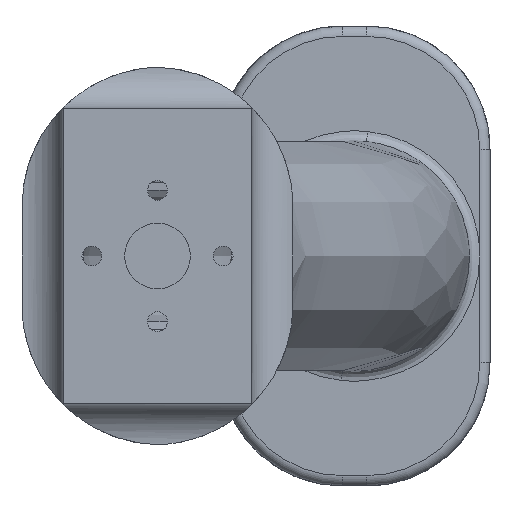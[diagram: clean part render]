
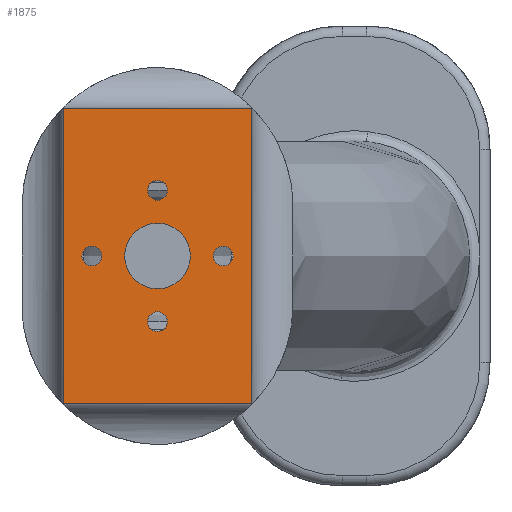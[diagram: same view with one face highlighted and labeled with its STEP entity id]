
A CAD part, front view. The second image highlights one B-rep face of the part: STEP entity #1875.
In plain terms, the highlighted planar face has unit normal (0, -1, 0).
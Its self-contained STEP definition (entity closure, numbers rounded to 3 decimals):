
#12 = DIRECTION ( 'NONE',  ( 0., 0., -1. ) ) ;
#15 = CIRCLE ( 'NONE', #4872, 1.2 ) ;
#274 = EDGE_LOOP ( 'NONE', ( #4085, #8182 ) ) ;
#300 = CARTESIAN_POINT ( 'NONE',  ( -8., 0., 1.2 ) ) ;
#316 = DIRECTION ( 'NONE',  ( 0., 0., -1. ) ) ;
#434 = VERTEX_POINT ( 'NONE', #3226 ) ;
#488 = ORIENTED_EDGE ( 'NONE', *, *, #3264, .F. ) ;
#536 = CARTESIAN_POINT ( 'NONE',  ( 11.5, 0., 18. ) ) ;
#549 = DIRECTION ( 'NONE',  ( 0., 1., 0. ) ) ;
#569 = VECTOR ( 'NONE', #316, 1000. ) ;
#697 = CARTESIAN_POINT ( 'NONE',  ( -11.5, 0., -18. ) ) ;
#769 = DIRECTION ( 'NONE',  ( 0., -1., 0. ) ) ;
#789 = EDGE_LOOP ( 'NONE', ( #1778, #488 ) ) ;
#821 = VERTEX_POINT ( 'NONE', #2163 ) ;
#825 = CARTESIAN_POINT ( 'NONE',  ( 0., 0., 8. ) ) ;
#873 = CARTESIAN_POINT ( 'NONE',  ( 0., 0., 6.8 ) ) ;
#889 = VERTEX_POINT ( 'NONE', #4166 ) ;
#950 = VERTEX_POINT ( 'NONE', #1776 ) ;
#1002 = LINE ( 'NONE', #2354, #569 ) ;
#1070 = FACE_BOUND ( 'NONE', #6256, .T. ) ;
#1095 = CARTESIAN_POINT ( 'NONE',  ( 8., 0., 0. ) ) ;
#1109 = AXIS2_PLACEMENT_3D ( 'NONE', #6981, #1794, #5673 ) ;
#1241 = DIRECTION ( 'NONE',  ( 0., 0., 1. ) ) ;
#1262 = ORIENTED_EDGE ( 'NONE', *, *, #4476, .F. ) ;
#1268 = CIRCLE ( 'NONE', #5025, 1.2 ) ;
#1295 = VERTEX_POINT ( 'NONE', #4682 ) ;
#1400 = AXIS2_PLACEMENT_3D ( 'NONE', #1095, #8292, #4274 ) ;
#1406 = AXIS2_PLACEMENT_3D ( 'NONE', #4324, #6849, #5502 ) ;
#1518 = EDGE_LOOP ( 'NONE', ( #7630, #7806, #8582, #4755 ) ) ;
#1562 = CARTESIAN_POINT ( 'NONE',  ( 8., 0., 1.2 ) ) ;
#1610 = EDGE_CURVE ( 'NONE', #4884, #950, #3045, .T. ) ;
#1694 = VERTEX_POINT ( 'NONE', #873 ) ;
#1769 = CARTESIAN_POINT ( 'NONE',  ( 0., 0., 4. ) ) ;
#1776 = CARTESIAN_POINT ( 'NONE',  ( -8., 0., -1.2 ) ) ;
#1778 = ORIENTED_EDGE ( 'NONE', *, *, #8491, .F. ) ;
#1794 = DIRECTION ( 'NONE',  ( 0., -1., 0. ) ) ;
#1875 = ADVANCED_FACE ( 'NONE', ( #4424, #7829, #4552, #1070, #7083, #3247 ), #6513, .F. ) ;
#2163 = CARTESIAN_POINT ( 'NONE',  ( 0., 0., -6.8 ) ) ;
#2354 = CARTESIAN_POINT ( 'NONE',  ( 11.5, 0., -18. ) ) ;
#2441 = VERTEX_POINT ( 'NONE', #536 ) ;
#2515 = CIRCLE ( 'NONE', #1400, 1.2 ) ;
#2529 = CARTESIAN_POINT ( 'NONE',  ( 0., 0., 0. ) ) ;
#2700 = DIRECTION ( 'NONE',  ( 0., -1., 0. ) ) ;
#2703 = CARTESIAN_POINT ( 'NONE',  ( -8., 0., 0. ) ) ;
#2707 = ORIENTED_EDGE ( 'NONE', *, *, #6759, .F. ) ;
#2771 = ORIENTED_EDGE ( 'NONE', *, *, #7689, .F. ) ;
#2863 = EDGE_LOOP ( 'NONE', ( #4138, #2707 ) ) ;
#3045 = CIRCLE ( 'NONE', #8062, 1.2 ) ;
#3158 = CARTESIAN_POINT ( 'NONE',  ( -11.5, 0., -18. ) ) ;
#3213 = EDGE_CURVE ( 'NONE', #821, #889, #7508, .T. ) ;
#3226 = CARTESIAN_POINT ( 'NONE',  ( -11.5, 0., -18. ) ) ;
#3247 = FACE_OUTER_BOUND ( 'NONE', #1518, .T. ) ;
#3264 = EDGE_CURVE ( 'NONE', #4137, #1295, #7792, .T. ) ;
#3304 = VERTEX_POINT ( 'NONE', #7683 ) ;
#3343 = VECTOR ( 'NONE', #6432, 1000. ) ;
#3401 = VERTEX_POINT ( 'NONE', #6003 ) ;
#3550 = CARTESIAN_POINT ( 'NONE',  ( -8., 0., 0. ) ) ;
#3892 = CARTESIAN_POINT ( 'NONE',  ( 11.5, 0., -18. ) ) ;
#3954 = VERTEX_POINT ( 'NONE', #1562 ) ;
#4022 = AXIS2_PLACEMENT_3D ( 'NONE', #4275, #7765, #7113 ) ;
#4043 = EDGE_CURVE ( 'NONE', #434, #6940, #6512, .T. ) ;
#4085 = ORIENTED_EDGE ( 'NONE', *, *, #4896, .F. ) ;
#4137 = VERTEX_POINT ( 'NONE', #1769 ) ;
#4138 = ORIENTED_EDGE ( 'NONE', *, *, #4907, .F. ) ;
#4166 = CARTESIAN_POINT ( 'NONE',  ( 0., 0., -9.2 ) ) ;
#4171 = VERTEX_POINT ( 'NONE', #3892 ) ;
#4176 = DIRECTION ( 'NONE',  ( 0., 0., -1. ) ) ;
#4181 = CIRCLE ( 'NONE', #1406, 1.2 ) ;
#4204 = CARTESIAN_POINT ( 'NONE',  ( -11.5, 0., 18. ) ) ;
#4274 = DIRECTION ( 'NONE',  ( 0., 0., -1. ) ) ;
#4275 = CARTESIAN_POINT ( 'NONE',  ( 0., 0., 0. ) ) ;
#4299 = AXIS2_PLACEMENT_3D ( 'NONE', #6383, #549, #1241 ) ;
#4301 = ORIENTED_EDGE ( 'NONE', *, *, #1610, .F. ) ;
#4319 = AXIS2_PLACEMENT_3D ( 'NONE', #825, #2700, #4176 ) ;
#4324 = CARTESIAN_POINT ( 'NONE',  ( 0., 0., -8. ) ) ;
#4424 = FACE_BOUND ( 'NONE', #789, .T. ) ;
#4476 = EDGE_CURVE ( 'NONE', #950, #4884, #8084, .T. ) ;
#4552 = FACE_BOUND ( 'NONE', #274, .T. ) ;
#4636 = DIRECTION ( 'NONE',  ( 1., 0., 0. ) ) ;
#4682 = CARTESIAN_POINT ( 'NONE',  ( 0., 0., -4. ) ) ;
#4734 = EDGE_CURVE ( 'NONE', #2441, #4171, #1002, .T. ) ;
#4755 = ORIENTED_EDGE ( 'NONE', *, *, #6451, .F. ) ;
#4774 = CARTESIAN_POINT ( 'NONE',  ( 0., 0., 8. ) ) ;
#4872 = AXIS2_PLACEMENT_3D ( 'NONE', #6732, #6080, #6125 ) ;
#4884 = VERTEX_POINT ( 'NONE', #300 ) ;
#4896 = EDGE_CURVE ( 'NONE', #3304, #3954, #15, .T. ) ;
#4907 = EDGE_CURVE ( 'NONE', #1694, #3401, #1268, .T. ) ;
#5018 = AXIS2_PLACEMENT_3D ( 'NONE', #2703, #5362, #12 ) ;
#5025 = AXIS2_PLACEMENT_3D ( 'NONE', #4774, #769, #6905 ) ;
#5362 = DIRECTION ( 'NONE',  ( 0., -1., 0. ) ) ;
#5396 = ORIENTED_EDGE ( 'NONE', *, *, #3213, .F. ) ;
#5502 = DIRECTION ( 'NONE',  ( 0., 0., -1. ) ) ;
#5673 = DIRECTION ( 'NONE',  ( 0., 0., -1. ) ) ;
#5943 = CIRCLE ( 'NONE', #6499, 4. ) ;
#5994 = VECTOR ( 'NONE', #4636, 1000. ) ;
#6003 = CARTESIAN_POINT ( 'NONE',  ( 0., 0., 9.2 ) ) ;
#6004 = DIRECTION ( 'NONE',  ( 0., -1., 0. ) ) ;
#6080 = DIRECTION ( 'NONE',  ( 0., -1., 0. ) ) ;
#6125 = DIRECTION ( 'NONE',  ( 0., 0., -1. ) ) ;
#6240 = EDGE_CURVE ( 'NONE', #3954, #3304, #2515, .T. ) ;
#6256 = EDGE_LOOP ( 'NONE', ( #2771, #5396 ) ) ;
#6263 = VECTOR ( 'NONE', #7936, 1000. ) ;
#6383 = CARTESIAN_POINT ( 'NONE',  ( 0., 0., 0. ) ) ;
#6432 = DIRECTION ( 'NONE',  ( 0., 0., 1. ) ) ;
#6451 = EDGE_CURVE ( 'NONE', #4171, #434, #7852, .T. ) ;
#6499 = AXIS2_PLACEMENT_3D ( 'NONE', #2529, #6004, #6528 ) ;
#6512 = LINE ( 'NONE', #3158, #3343 ) ;
#6513 = PLANE ( 'NONE',  #4299 ) ;
#6528 = DIRECTION ( 'NONE',  ( 0., 0., -1. ) ) ;
#6699 = CIRCLE ( 'NONE', #4319, 1.2 ) ;
#6732 = CARTESIAN_POINT ( 'NONE',  ( 8., 0., 0. ) ) ;
#6759 = EDGE_CURVE ( 'NONE', #3401, #1694, #6699, .T. ) ;
#6773 = DIRECTION ( 'NONE',  ( 0., -1., 0. ) ) ;
#6849 = DIRECTION ( 'NONE',  ( 0., -1., 0. ) ) ;
#6905 = DIRECTION ( 'NONE',  ( 0., 0., -1. ) ) ;
#6940 = VERTEX_POINT ( 'NONE', #4204 ) ;
#6981 = CARTESIAN_POINT ( 'NONE',  ( 0., 0., -8. ) ) ;
#7083 = FACE_BOUND ( 'NONE', #7136, .T. ) ;
#7113 = DIRECTION ( 'NONE',  ( 0., 0., -1. ) ) ;
#7136 = EDGE_LOOP ( 'NONE', ( #1262, #4301 ) ) ;
#7338 = LINE ( 'NONE', #7955, #5994 ) ;
#7406 = EDGE_CURVE ( 'NONE', #6940, #2441, #7338, .T. ) ;
#7472 = DIRECTION ( 'NONE',  ( 0., 0., -1. ) ) ;
#7508 = CIRCLE ( 'NONE', #1109, 1.2 ) ;
#7630 = ORIENTED_EDGE ( 'NONE', *, *, #4734, .F. ) ;
#7683 = CARTESIAN_POINT ( 'NONE',  ( 8., 0., -1.2 ) ) ;
#7689 = EDGE_CURVE ( 'NONE', #889, #821, #4181, .T. ) ;
#7765 = DIRECTION ( 'NONE',  ( 0., -1., 0. ) ) ;
#7792 = CIRCLE ( 'NONE', #4022, 4. ) ;
#7806 = ORIENTED_EDGE ( 'NONE', *, *, #7406, .F. ) ;
#7829 = FACE_BOUND ( 'NONE', #2863, .T. ) ;
#7852 = LINE ( 'NONE', #697, #6263 ) ;
#7936 = DIRECTION ( 'NONE',  ( -1., 0., 0. ) ) ;
#7955 = CARTESIAN_POINT ( 'NONE',  ( -11.5, 0., 18. ) ) ;
#8062 = AXIS2_PLACEMENT_3D ( 'NONE', #3550, #6773, #7472 ) ;
#8084 = CIRCLE ( 'NONE', #5018, 1.2 ) ;
#8182 = ORIENTED_EDGE ( 'NONE', *, *, #6240, .F. ) ;
#8292 = DIRECTION ( 'NONE',  ( 0., -1., 0. ) ) ;
#8491 = EDGE_CURVE ( 'NONE', #1295, #4137, #5943, .T. ) ;
#8582 = ORIENTED_EDGE ( 'NONE', *, *, #4043, .F. ) ;
